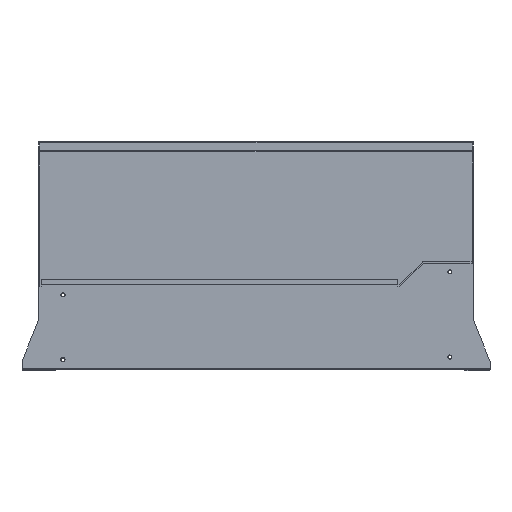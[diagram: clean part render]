
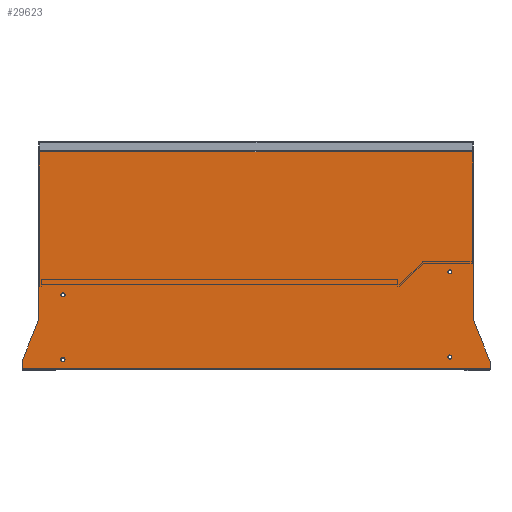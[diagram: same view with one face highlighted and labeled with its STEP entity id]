
A CAD part, left-side view. The second image highlights one B-rep face of the part: STEP entity #29623.
In plain terms, the highlighted planar face has unit normal (-1, 0, 0).
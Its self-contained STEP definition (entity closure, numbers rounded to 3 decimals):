
#26327=DIRECTION('',(0.,-1.,0.));
#26328=VECTOR('',#26327,560.);
#26329=CARTESIAN_POINT('',(-10.,150.,-70.5));
#26330=LINE('',#26329,#26328);
#26416=DIRECTION('',(0.,0.371,0.928));
#26417=VECTOR('',#26416,53.852);
#26418=CARTESIAN_POINT('',(-10.,-410.,-62.));
#26419=LINE('',#26418,#26417);
#26420=DIRECTION('',(0.,0.,-1.));
#26421=VECTOR('',#26420,8.5);
#26422=CARTESIAN_POINT('',(-10.,150.,-62.));
#26423=LINE('',#26422,#26421);
#26424=DIRECTION('',(0.,0.371,-0.928));
#26425=VECTOR('',#26424,53.852);
#26426=CARTESIAN_POINT('',(-10.,130.,-12.));
#26427=LINE('',#26426,#26425);
#26428=CARTESIAN_POINT('',(-10.,101.,17.5));
#26429=DIRECTION('',(1.,0.,0.));
#26430=DIRECTION('',(0.,0.,1.));
#26431=AXIS2_PLACEMENT_3D('',#26428,#26429,#26430);
#26433=CARTESIAN_POINT('',(-10.,101.,17.5));
#26434=DIRECTION('',(1.,0.,0.));
#26435=DIRECTION('',(0.,0.,-1.));
#26436=AXIS2_PLACEMENT_3D('',#26433,#26434,#26435);
#26438=CARTESIAN_POINT('',(-10.,101.,-60.));
#26439=DIRECTION('',(1.,0.,0.));
#26440=DIRECTION('',(0.,0.,1.));
#26441=AXIS2_PLACEMENT_3D('',#26438,#26439,#26440);
#26443=CARTESIAN_POINT('',(-10.,101.,-60.));
#26444=DIRECTION('',(1.,0.,0.));
#26445=DIRECTION('',(0.,0.,-1.));
#26446=AXIS2_PLACEMENT_3D('',#26443,#26444,#26445);
#26448=CARTESIAN_POINT('',(-10.,-362.,45.));
#26449=DIRECTION('',(1.,0.,0.));
#26450=DIRECTION('',(0.,0.,1.));
#26451=AXIS2_PLACEMENT_3D('',#26448,#26449,#26450);
#26453=CARTESIAN_POINT('',(-10.,-362.,45.));
#26454=DIRECTION('',(1.,0.,0.));
#26455=DIRECTION('',(0.,0.,-1.));
#26456=AXIS2_PLACEMENT_3D('',#26453,#26454,#26455);
#26458=CARTESIAN_POINT('',(-10.,-362.,-57.));
#26459=DIRECTION('',(1.,0.,0.));
#26460=DIRECTION('',(0.,0.,1.));
#26461=AXIS2_PLACEMENT_3D('',#26458,#26459,#26460);
#26463=CARTESIAN_POINT('',(-10.,-362.,-57.));
#26464=DIRECTION('',(1.,0.,0.));
#26465=DIRECTION('',(0.,0.,-1.));
#26466=AXIS2_PLACEMENT_3D('',#26463,#26464,#26465);
#26468=DIRECTION('',(0.,0.,1.));
#26469=VECTOR('',#26468,200.5);
#26470=CARTESIAN_POINT('',(-10.,130.,-12.));
#26471=LINE('',#26470,#26469);
#26610=DIRECTION('',(0.,0.,1.));
#26611=VECTOR('',#26610,200.5);
#26612=CARTESIAN_POINT('',(-10.,-390.,-12.));
#26613=LINE('',#26612,#26611);
#26626=DIRECTION('',(0.,0.,-1.));
#26627=VECTOR('',#26626,8.5);
#26628=CARTESIAN_POINT('',(-10.,-410.,-62.));
#26629=LINE('',#26628,#26627);
#26655=DIRECTION('',(0.,1.,0.));
#26656=VECTOR('',#26655,520.);
#26657=CARTESIAN_POINT('',(-10.,-390.,188.5));
#26658=LINE('',#26657,#26656);
#27768=CARTESIAN_POINT('',(-10.,150.,-70.5));
#27770=VERTEX_POINT('',#27768);
#27772=CARTESIAN_POINT('',(-10.,-410.,-70.5));
#27773=VERTEX_POINT('',#27772);
#27808=CARTESIAN_POINT('',(-10.,150.,-62.));
#27809=VERTEX_POINT('',#27808);
#27810=CARTESIAN_POINT('',(-10.,130.,-12.));
#27811=VERTEX_POINT('',#27810);
#27812=CARTESIAN_POINT('',(-10.,130.,188.5));
#27813=VERTEX_POINT('',#27812);
#27814=CARTESIAN_POINT('',(-10.,-390.,188.5));
#27815=VERTEX_POINT('',#27814);
#27816=CARTESIAN_POINT('',(-10.,-390.,-12.));
#27817=VERTEX_POINT('',#27816);
#27818=CARTESIAN_POINT('',(-10.,-410.,-62.));
#27819=VERTEX_POINT('',#27818);
#27820=CARTESIAN_POINT('',(-10.,101.,20.));
#27821=CARTESIAN_POINT('',(-10.,101.,15.));
#27822=VERTEX_POINT('',#27820);
#27823=VERTEX_POINT('',#27821);
#27824=CARTESIAN_POINT('',(-10.,101.,-57.5));
#27825=CARTESIAN_POINT('',(-10.,101.,-62.5));
#27826=VERTEX_POINT('',#27824);
#27827=VERTEX_POINT('',#27825);
#27828=CARTESIAN_POINT('',(-10.,-362.,47.5));
#27829=CARTESIAN_POINT('',(-10.,-362.,42.5));
#27830=VERTEX_POINT('',#27828);
#27831=VERTEX_POINT('',#27829);
#27832=CARTESIAN_POINT('',(-10.,-362.,-54.5));
#27833=CARTESIAN_POINT('',(-10.,-362.,-59.5));
#27834=VERTEX_POINT('',#27832);
#27835=VERTEX_POINT('',#27833);
#29579=CARTESIAN_POINT('',(-10.,-130.,59.));
#29580=DIRECTION('',(1.,0.,0.));
#29581=DIRECTION('',(0.,0.,1.));
#29582=AXIS2_PLACEMENT_3D('',#29579,#29580,#29581);
#29583=PLANE('',#29582);
#29585=ORIENTED_EDGE('',*,*,#29584,.T.);
#29587=ORIENTED_EDGE('',*,*,#29586,.F.);
#29589=ORIENTED_EDGE('',*,*,#29588,.F.);
#29591=ORIENTED_EDGE('',*,*,#29590,.F.);
#29593=ORIENTED_EDGE('',*,*,#29592,.T.);
#29594=ORIENTED_EDGE('',*,*,#29453,.F.);
#29595=ORIENTED_EDGE('',*,*,#29560,.F.);
#29596=ORIENTED_EDGE('',*,*,#29570,.F.);
#29597=EDGE_LOOP('',(#29585,#29587,#29589,#29591,#29593,#29594,#29595,#29596));
#29598=FACE_OUTER_BOUND('',#29597,.F.);
#29600=ORIENTED_EDGE('',*,*,#29599,.F.);
#29602=ORIENTED_EDGE('',*,*,#29601,.F.);
#29603=EDGE_LOOP('',(#29600,#29602));
#29604=FACE_BOUND('',#29603,.F.);
#29606=ORIENTED_EDGE('',*,*,#29605,.F.);
#29608=ORIENTED_EDGE('',*,*,#29607,.F.);
#29609=EDGE_LOOP('',(#29606,#29608));
#29610=FACE_BOUND('',#29609,.F.);
#29612=ORIENTED_EDGE('',*,*,#29611,.F.);
#29614=ORIENTED_EDGE('',*,*,#29613,.F.);
#29615=EDGE_LOOP('',(#29612,#29614));
#29616=FACE_BOUND('',#29615,.F.);
#29618=ORIENTED_EDGE('',*,*,#29617,.F.);
#29620=ORIENTED_EDGE('',*,*,#29619,.F.);
#29621=EDGE_LOOP('',(#29618,#29620));
#29622=FACE_BOUND('',#29621,.F.);
#29623=ADVANCED_FACE('',(#29598,#29604,#29610,#29616,#29622),#29583,.F.);
#26432=CIRCLE('',#26431,2.5);
#26437=CIRCLE('',#26436,2.5);
#26442=CIRCLE('',#26441,2.5);
#26447=CIRCLE('',#26446,2.5);
#26452=CIRCLE('',#26451,2.5);
#26457=CIRCLE('',#26456,2.5);
#26462=CIRCLE('',#26461,2.5);
#26467=CIRCLE('',#26466,2.5);
#29453=EDGE_CURVE('',#27770,#27773,#26330,.T.);
#29560=EDGE_CURVE('',#27809,#27770,#26423,.T.);
#29570=EDGE_CURVE('',#27811,#27809,#26427,.T.);
#29584=EDGE_CURVE('',#27811,#27813,#26471,.T.);
#29586=EDGE_CURVE('',#27815,#27813,#26658,.T.);
#29588=EDGE_CURVE('',#27817,#27815,#26613,.T.);
#29590=EDGE_CURVE('',#27819,#27817,#26419,.T.);
#29592=EDGE_CURVE('',#27819,#27773,#26629,.T.);
#29599=EDGE_CURVE('',#27822,#27823,#26432,.T.);
#29601=EDGE_CURVE('',#27823,#27822,#26437,.T.);
#29605=EDGE_CURVE('',#27826,#27827,#26442,.T.);
#29607=EDGE_CURVE('',#27827,#27826,#26447,.T.);
#29611=EDGE_CURVE('',#27830,#27831,#26452,.T.);
#29613=EDGE_CURVE('',#27831,#27830,#26457,.T.);
#29617=EDGE_CURVE('',#27834,#27835,#26462,.T.);
#29619=EDGE_CURVE('',#27835,#27834,#26467,.T.);
